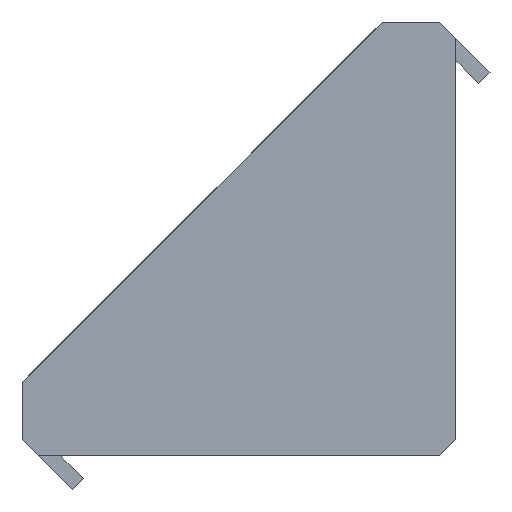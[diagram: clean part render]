
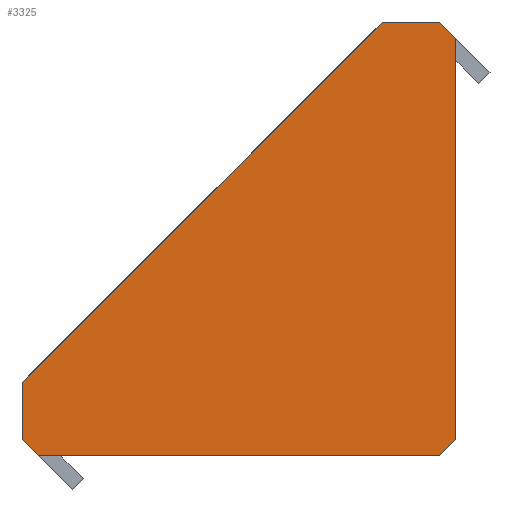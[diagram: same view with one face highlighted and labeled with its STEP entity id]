
A CAD part, left-side view. The second image highlights one B-rep face of the part: STEP entity #3325.
In plain terms, the highlighted planar face has unit normal (-1, 0, 0).
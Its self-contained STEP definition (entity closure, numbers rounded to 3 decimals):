
#40 = AXIS2_PLACEMENT_3D ( 'NONE', #3330, #269, #1138 ) ;
#60 = VERTEX_POINT ( 'NONE', #1868 ) ;
#158 = ORIENTED_EDGE ( 'NONE', *, *, #462, .T. ) ;
#269 = DIRECTION ( 'NONE',  ( 1., 0., 0. ) ) ;
#330 = CARTESIAN_POINT ( 'NONE',  ( -13., -13.5, 12.5 ) ) ;
#374 = VECTOR ( 'NONE', #2747, 1000. ) ;
#398 = EDGE_CURVE ( 'NONE', #3291, #2868, #3196, .T. ) ;
#426 = VECTOR ( 'NONE', #2950, 1000. ) ;
#462 = EDGE_CURVE ( 'NONE', #2094, #2868, #2194, .T. ) ;
#556 = CARTESIAN_POINT ( 'NONE',  ( -13., -13.5, 13.5 ) ) ;
#712 = EDGE_LOOP ( 'NONE', ( #905, #2922, #2827, #158, #3278, #2617, #2165, #2838 ) ) ;
#730 = VERTEX_POINT ( 'NONE', #770 ) ;
#770 = CARTESIAN_POINT ( 'NONE',  ( -13., -12.5, 13.5 ) ) ;
#884 = CARTESIAN_POINT ( 'NONE',  ( -13., -8.914, 13.5 ) ) ;
#897 = LINE ( 'NONE', #3096, #2918 ) ;
#905 = ORIENTED_EDGE ( 'NONE', *, *, #3150, .F. ) ;
#991 = LINE ( 'NONE', #2562, #2317 ) ;
#1094 = PLANE ( 'NONE',  #40 ) ;
#1097 = FACE_OUTER_BOUND ( 'NONE', #712, .T. ) ;
#1114 = VERTEX_POINT ( 'NONE', #2033 ) ;
#1130 = EDGE_CURVE ( 'NONE', #2094, #1114, #3230, .T. ) ;
#1138 = DIRECTION ( 'NONE',  ( 0., 0., -1. ) ) ;
#1362 = EDGE_CURVE ( 'NONE', #2282, #60, #2420, .T. ) ;
#1394 = VERTEX_POINT ( 'NONE', #884 ) ;
#1399 = CARTESIAN_POINT ( 'NONE',  ( -13., -13.5, -13.5 ) ) ;
#1505 = VECTOR ( 'NONE', #1749, 1000. ) ;
#1749 = DIRECTION ( 'NONE',  ( 0., -0.707, -0.707 ) ) ;
#1751 = DIRECTION ( 'NONE',  ( 0., -1., 0. ) ) ;
#1857 = LINE ( 'NONE', #330, #374 ) ;
#1864 = VECTOR ( 'NONE', #2296, 1000. ) ;
#1868 = CARTESIAN_POINT ( 'NONE',  ( -13., -13.5, -12.5 ) ) ;
#2033 = CARTESIAN_POINT ( 'NONE',  ( -13., 13.5, -8.914 ) ) ;
#2094 = VERTEX_POINT ( 'NONE', #2968 ) ;
#2144 = LINE ( 'NONE', #3026, #2748 ) ;
#2165 = ORIENTED_EDGE ( 'NONE', *, *, #1362, .F. ) ;
#2194 = LINE ( 'NONE', #2493, #1505 ) ;
#2257 = DIRECTION ( 'NONE',  ( 0., -0.707, 0.707 ) ) ;
#2282 = VERTEX_POINT ( 'NONE', #3241 ) ;
#2296 = DIRECTION ( 'NONE',  ( 0., 0., 1. ) ) ;
#2297 = EDGE_CURVE ( 'NONE', #3291, #60, #991, .T. ) ;
#2317 = VECTOR ( 'NONE', #2257, 1000. ) ;
#2324 = CARTESIAN_POINT ( 'NONE',  ( -13., 13.5, -13.5 ) ) ;
#2420 = LINE ( 'NONE', #556, #3040 ) ;
#2493 = CARTESIAN_POINT ( 'NONE',  ( -13., 13.5, -12.5 ) ) ;
#2562 = CARTESIAN_POINT ( 'NONE',  ( -13., -12.5, -13.5 ) ) ;
#2574 = DIRECTION ( 'NONE',  ( 0., -0.707, 0.707 ) ) ;
#2617 = ORIENTED_EDGE ( 'NONE', *, *, #2297, .T. ) ;
#2658 = EDGE_CURVE ( 'NONE', #2282, #730, #1857, .T. ) ;
#2747 = DIRECTION ( 'NONE',  ( 0., 0.707, 0.707 ) ) ;
#2748 = VECTOR ( 'NONE', #2574, 1000. ) ;
#2754 = CARTESIAN_POINT ( 'NONE',  ( -13., 12.5, -13.5 ) ) ;
#2827 = ORIENTED_EDGE ( 'NONE', *, *, #1130, .F. ) ;
#2838 = ORIENTED_EDGE ( 'NONE', *, *, #2658, .T. ) ;
#2868 = VERTEX_POINT ( 'NONE', #2754 ) ;
#2918 = VECTOR ( 'NONE', #1751, 1000. ) ;
#2922 = ORIENTED_EDGE ( 'NONE', *, *, #3207, .F. ) ;
#2950 = DIRECTION ( 'NONE',  ( 0., 1., 0. ) ) ;
#2968 = CARTESIAN_POINT ( 'NONE',  ( -13., 13.5, -12.5 ) ) ;
#2984 = DIRECTION ( 'NONE',  ( 0., 0., -1. ) ) ;
#3026 = CARTESIAN_POINT ( 'NONE',  ( -13., 13.5, -8.914 ) ) ;
#3040 = VECTOR ( 'NONE', #2984, 1000. ) ;
#3096 = CARTESIAN_POINT ( 'NONE',  ( -13., -7.5, 13.5 ) ) ;
#3150 = EDGE_CURVE ( 'NONE', #1394, #730, #897, .T. ) ;
#3168 = CARTESIAN_POINT ( 'NONE',  ( -13., -12.5, -13.5 ) ) ;
#3196 = LINE ( 'NONE', #1399, #426 ) ;
#3207 = EDGE_CURVE ( 'NONE', #1114, #1394, #2144, .T. ) ;
#3230 = LINE ( 'NONE', #2324, #1864 ) ;
#3241 = CARTESIAN_POINT ( 'NONE',  ( -13., -13.5, 12.5 ) ) ;
#3278 = ORIENTED_EDGE ( 'NONE', *, *, #398, .F. ) ;
#3291 = VERTEX_POINT ( 'NONE', #3168 ) ;
#3325 = ADVANCED_FACE ( 'NONE', ( #1097 ), #1094, .F. ) ;
#3330 = CARTESIAN_POINT ( 'NONE',  ( -13., 0., 0. ) ) ;
